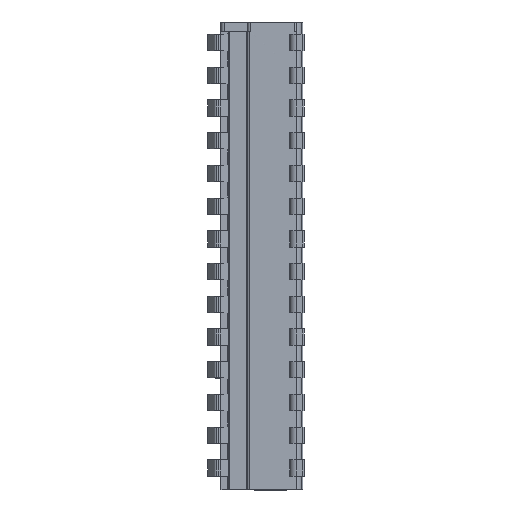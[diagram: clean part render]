
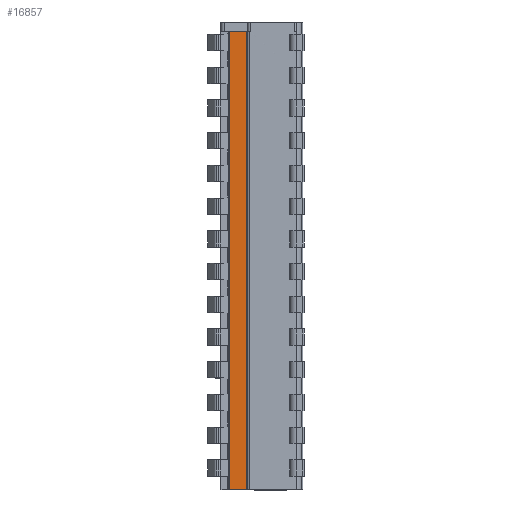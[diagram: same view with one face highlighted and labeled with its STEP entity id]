
A CAD part, top view. The second image highlights one B-rep face of the part: STEP entity #16857.
In plain terms, the highlighted planar face has unit normal (0, 0, 1).
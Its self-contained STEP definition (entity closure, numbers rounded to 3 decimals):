
#19=DIRECTION('',(1.,0.,0.));
#20=VECTOR('',#19,2.7);
#21=CARTESIAN_POINT('',(-4.12,0.,2.725));
#22=LINE('',#21,#20);
#5438=DIRECTION('',(1.,0.,0.));
#5439=VECTOR('',#5438,2.7);
#5440=CARTESIAN_POINT('',(-4.12,-70.,2.725));
#5441=LINE('',#5440,#5439);
#5612=DIRECTION('',(0.,1.,0.));
#5613=VECTOR('',#5612,70.);
#5614=CARTESIAN_POINT('',(-1.42,-70.,2.725));
#5615=LINE('',#5614,#5613);
#5616=DIRECTION('',(0.,-1.,0.));
#5617=VECTOR('',#5616,70.);
#5618=CARTESIAN_POINT('',(-4.12,0.,2.725));
#5619=LINE('',#5618,#5617);
#7656=CARTESIAN_POINT('',(-4.12,0.,2.725));
#7657=VERTEX_POINT('',#7656);
#7706=CARTESIAN_POINT('',(-4.12,-70.,2.725));
#7707=VERTEX_POINT('',#7706);
#9477=CARTESIAN_POINT('',(-1.42,-70.,2.725));
#9478=CARTESIAN_POINT('',(-1.42,0.,2.725));
#9479=VERTEX_POINT('',#9477);
#9480=VERTEX_POINT('',#9478);
#16844=CARTESIAN_POINT('',(-4.12,0.,2.725));
#16845=DIRECTION('',(0.,0.,1.));
#16846=DIRECTION('',(1.,0.,0.));
#16847=AXIS2_PLACEMENT_3D('',#16844,#16845,#16846);
#16848=PLANE('',#16847);
#16850=ORIENTED_EDGE('',*,*,#16849,.F.);
#16851=ORIENTED_EDGE('',*,*,#16789,.F.);
#16853=ORIENTED_EDGE('',*,*,#16852,.F.);
#16854=ORIENTED_EDGE('',*,*,#9982,.T.);
#16855=EDGE_LOOP('',(#16850,#16851,#16853,#16854));
#16856=FACE_OUTER_BOUND('',#16855,.F.);
#16857=ADVANCED_FACE('',(#16856),#16848,.T.);
#9982=EDGE_CURVE('',#7657,#9480,#22,.T.);
#16789=EDGE_CURVE('',#7707,#9479,#5441,.T.);
#16849=EDGE_CURVE('',#9479,#9480,#5615,.T.);
#16852=EDGE_CURVE('',#7657,#7707,#5619,.T.);
